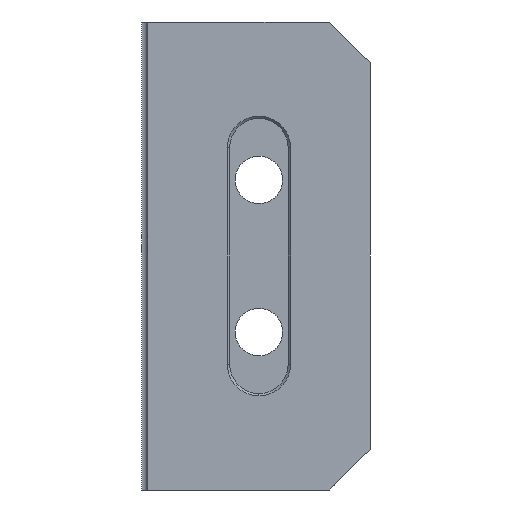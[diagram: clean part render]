
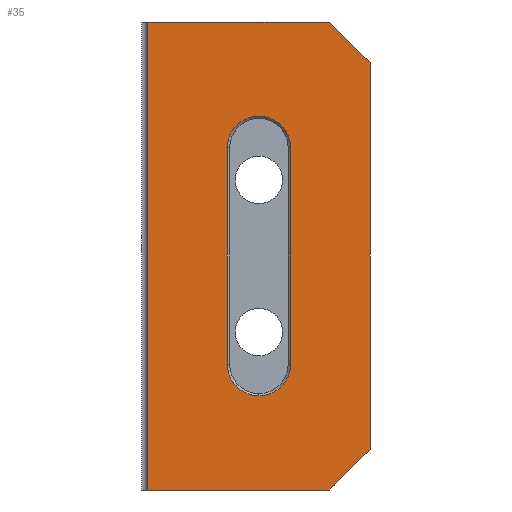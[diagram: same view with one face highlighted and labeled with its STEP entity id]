
A CAD part, front view. The second image highlights one B-rep face of the part: STEP entity #35.
In plain terms, the highlighted planar face has unit normal (0, -1, 0).
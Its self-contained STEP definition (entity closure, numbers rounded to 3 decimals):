
#20 = DIRECTION ( 'NONE',  ( 0., 0., -1. ) ) ;
#22 = CARTESIAN_POINT ( 'NONE',  ( -7.5, 24., 0. ) ) ;
#35 = ADVANCED_FACE ( 'NONE', ( #1888, #3227 ), #1272, .F. ) ;
#128 = DIRECTION ( 'NONE',  ( -1., 0., 0. ) ) ;
#148 = EDGE_LOOP ( 'NONE', ( #2647, #2513, #1465, #1202, #3166 ) ) ;
#156 = VERTEX_POINT ( 'NONE', #3159 ) ;
#165 = VERTEX_POINT ( 'NONE', #584 ) ;
#184 = EDGE_CURVE ( 'NONE', #2756, #2084, #2069, .T. ) ;
#199 = VECTOR ( 'NONE', #3086, 1000. ) ;
#275 = CARTESIAN_POINT ( 'NONE',  ( 11.5, 24., 21.5 ) ) ;
#328 = DIRECTION ( 'NONE',  ( 0., 0., 1. ) ) ;
#331 = VERTEX_POINT ( 'NONE', #3328 ) ;
#367 = VERTEX_POINT ( 'NONE', #1110 ) ;
#442 = EDGE_CURVE ( 'NONE', #2084, #2630, #3146, .T. ) ;
#449 = LINE ( 'NONE', #2660, #3096 ) ;
#530 = DIRECTION ( 'NONE',  ( 0., 0., 1. ) ) ;
#549 = DIRECTION ( 'NONE',  ( 0., 0., 1. ) ) ;
#579 = CARTESIAN_POINT ( 'NONE',  ( 11.5, 24., 58.5 ) ) ;
#580 = DIRECTION ( 'NONE',  ( 0., 1., 0. ) ) ;
#584 = CARTESIAN_POINT ( 'NONE',  ( 23.5, 24., 80. ) ) ;
#634 = CIRCLE ( 'NONE', #2392, 5.4 ) ;
#639 = DIRECTION ( 'NONE',  ( 0., 1., 0. ) ) ;
#654 = VECTOR ( 'NONE', #128, 1000. ) ;
#672 = ORIENTED_EDGE ( 'NONE', *, *, #1151, .T. ) ;
#697 = AXIS2_PLACEMENT_3D ( 'NONE', #579, #639, #328 ) ;
#725 = ORIENTED_EDGE ( 'NONE', *, *, #1516, .T. ) ;
#747 = ORIENTED_EDGE ( 'NONE', *, *, #2458, .T. ) ;
#804 = CARTESIAN_POINT ( 'NONE',  ( 30.5, 24., -3.983 ) ) ;
#828 = VECTOR ( 'NONE', #3009, 1000. ) ;
#885 = CIRCLE ( 'NONE', #2108, 5.4 ) ;
#1038 = CARTESIAN_POINT ( 'NONE',  ( 16.9, 24., 58.5 ) ) ;
#1042 = CARTESIAN_POINT ( 'NONE',  ( -7.5, 24., -3.983 ) ) ;
#1047 = CARTESIAN_POINT ( 'NONE',  ( 30.5, 24., -3.983 ) ) ;
#1076 = LINE ( 'NONE', #2812, #2950 ) ;
#1110 = CARTESIAN_POINT ( 'NONE',  ( -7.5, 24., 80. ) ) ;
#1133 = EDGE_LOOP ( 'NONE', ( #1276, #747, #1861, #2280, #725, #672 ) ) ;
#1145 = EDGE_CURVE ( 'NONE', #156, #1938, #885, .T. ) ;
#1151 = EDGE_CURVE ( 'NONE', #367, #1215, #2759, .T. ) ;
#1175 = CARTESIAN_POINT ( 'NONE',  ( 24.871, 24., 80. ) ) ;
#1177 = VECTOR ( 'NONE', #20, 1000. ) ;
#1202 = ORIENTED_EDGE ( 'NONE', *, *, #442, .T. ) ;
#1215 = VERTEX_POINT ( 'NONE', #22 ) ;
#1218 = CARTESIAN_POINT ( 'NONE',  ( 16.9, 24., -3.983 ) ) ;
#1241 = CARTESIAN_POINT ( 'NONE',  ( 30.5, 24., 73. ) ) ;
#1272 = PLANE ( 'NONE',  #2035 ) ;
#1276 = ORIENTED_EDGE ( 'NONE', *, *, #1343, .F. ) ;
#1289 = DIRECTION ( 'NONE',  ( -0.707, 0., 0.707 ) ) ;
#1293 = EDGE_CURVE ( 'NONE', #1938, #2756, #634, .T. ) ;
#1343 = EDGE_CURVE ( 'NONE', #2214, #1215, #449, .T. ) ;
#1379 = DIRECTION ( 'NONE',  ( 0., 1., 0. ) ) ;
#1406 = VECTOR ( 'NONE', #549, 1000. ) ;
#1465 = ORIENTED_EDGE ( 'NONE', *, *, #184, .T. ) ;
#1516 = EDGE_CURVE ( 'NONE', #165, #367, #2696, .T. ) ;
#1600 = CARTESIAN_POINT ( 'NONE',  ( 23.5, 24., 0. ) ) ;
#1665 = DIRECTION ( 'NONE',  ( -1., 0., 0. ) ) ;
#1729 = DIRECTION ( 'NONE',  ( 0.707, 0., 0.707 ) ) ;
#1843 = CARTESIAN_POINT ( 'NONE',  ( 6.1, 24., 21.5 ) ) ;
#1861 = ORIENTED_EDGE ( 'NONE', *, *, #2206, .F. ) ;
#1888 = FACE_BOUND ( 'NONE', #148, .T. ) ;
#1938 = VERTEX_POINT ( 'NONE', #3055 ) ;
#2035 = AXIS2_PLACEMENT_3D ( 'NONE', #1047, #1379, #2888 ) ;
#2068 = DIRECTION ( 'NONE',  ( 0., 1., 0. ) ) ;
#2069 = LINE ( 'NONE', #2376, #1406 ) ;
#2084 = VERTEX_POINT ( 'NONE', #2731 ) ;
#2108 = AXIS2_PLACEMENT_3D ( 'NONE', #275, #2068, #530 ) ;
#2115 = CARTESIAN_POINT ( 'NONE',  ( 11.5, 24., 21.5 ) ) ;
#2193 = VERTEX_POINT ( 'NONE', #1241 ) ;
#2206 = EDGE_CURVE ( 'NONE', #2193, #331, #2525, .T. ) ;
#2214 = VERTEX_POINT ( 'NONE', #1600 ) ;
#2280 = ORIENTED_EDGE ( 'NONE', *, *, #3143, .T. ) ;
#2376 = CARTESIAN_POINT ( 'NONE',  ( 6.1, 24., -3.983 ) ) ;
#2381 = DIRECTION ( 'NONE',  ( 0., 0., 1. ) ) ;
#2392 = AXIS2_PLACEMENT_3D ( 'NONE', #2115, #580, #2381 ) ;
#2458 = EDGE_CURVE ( 'NONE', #2214, #331, #2610, .T. ) ;
#2513 = ORIENTED_EDGE ( 'NONE', *, *, #1293, .T. ) ;
#2520 = VECTOR ( 'NONE', #1729, 1000. ) ;
#2525 = LINE ( 'NONE', #804, #1177 ) ;
#2610 = LINE ( 'NONE', #2725, #2520 ) ;
#2630 = VERTEX_POINT ( 'NONE', #1038 ) ;
#2647 = ORIENTED_EDGE ( 'NONE', *, *, #1145, .T. ) ;
#2660 = CARTESIAN_POINT ( 'NONE',  ( 24.871, 24., 0. ) ) ;
#2696 = LINE ( 'NONE', #1175, #654 ) ;
#2725 = CARTESIAN_POINT ( 'NONE',  ( 30.5, 24., 7. ) ) ;
#2731 = CARTESIAN_POINT ( 'NONE',  ( 6.1, 24., 58.5 ) ) ;
#2756 = VERTEX_POINT ( 'NONE', #1843 ) ;
#2759 = LINE ( 'NONE', #1042, #199 ) ;
#2787 = LINE ( 'NONE', #1218, #828 ) ;
#2812 = CARTESIAN_POINT ( 'NONE',  ( 23.5, 24., 80. ) ) ;
#2888 = DIRECTION ( 'NONE',  ( 0., 0., 1. ) ) ;
#2950 = VECTOR ( 'NONE', #1289, 1000. ) ;
#3009 = DIRECTION ( 'NONE',  ( 0., 0., -1. ) ) ;
#3033 = EDGE_CURVE ( 'NONE', #2630, #156, #2787, .T. ) ;
#3055 = CARTESIAN_POINT ( 'NONE',  ( 11.5, 24., 16.1 ) ) ;
#3086 = DIRECTION ( 'NONE',  ( 0., 0., -1. ) ) ;
#3096 = VECTOR ( 'NONE', #1665, 1000. ) ;
#3143 = EDGE_CURVE ( 'NONE', #2193, #165, #1076, .T. ) ;
#3146 = CIRCLE ( 'NONE', #697, 5.4 ) ;
#3159 = CARTESIAN_POINT ( 'NONE',  ( 16.9, 24., 21.5 ) ) ;
#3166 = ORIENTED_EDGE ( 'NONE', *, *, #3033, .T. ) ;
#3227 = FACE_OUTER_BOUND ( 'NONE', #1133, .T. ) ;
#3328 = CARTESIAN_POINT ( 'NONE',  ( 30.5, 24., 7. ) ) ;
